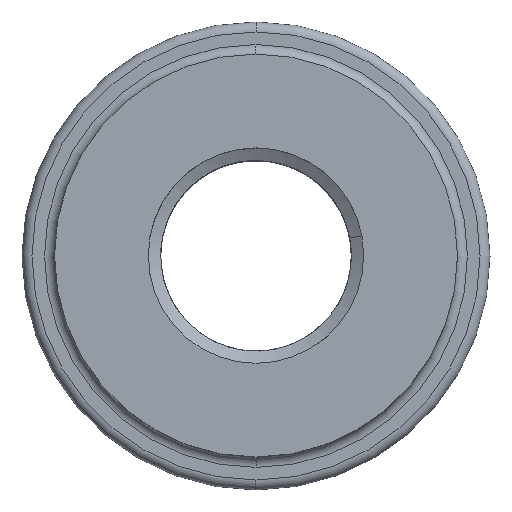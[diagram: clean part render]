
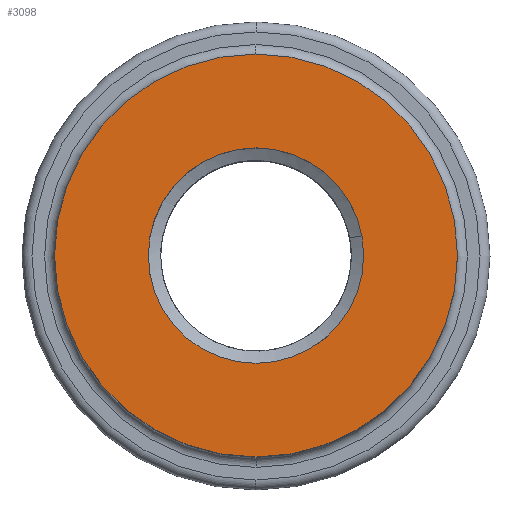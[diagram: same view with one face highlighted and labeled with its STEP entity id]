
A CAD part, top view. The second image highlights one B-rep face of the part: STEP entity #3098.
In plain terms, the highlighted planar face has unit normal (0, 0, 1).
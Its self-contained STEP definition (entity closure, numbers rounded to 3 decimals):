
#104=CARTESIAN_POINT('',(0.,0.,24.));
#105=DIRECTION('',(0.,0.,1.));
#106=DIRECTION('',(0.,1.,0.));
#107=AXIS2_PLACEMENT_3D('',#104,#105,#106);
#109=CARTESIAN_POINT('',(0.,0.,24.));
#110=DIRECTION('',(0.,0.,-1.));
#111=DIRECTION('',(0.,1.,0.));
#112=AXIS2_PLACEMENT_3D('',#109,#110,#111);
#141=CARTESIAN_POINT('',(0.,0.,24.));
#142=DIRECTION('',(0.,0.,-1.));
#143=DIRECTION('',(0.,1.,0.));
#144=AXIS2_PLACEMENT_3D('',#141,#142,#143);
#806=CARTESIAN_POINT('',(0.,0.,24.));
#807=DIRECTION('',(0.,0.,1.));
#808=DIRECTION('',(0.,1.,0.));
#809=AXIS2_PLACEMENT_3D('',#806,#807,#808);
#2739=CARTESIAN_POINT('',(0.,20.2,24.));
#2740=CARTESIAN_POINT('',(0.,-20.2,24.));
#2741=VERTEX_POINT('',#2739);
#2742=VERTEX_POINT('',#2740);
#2751=CARTESIAN_POINT('',(0.,10.8,24.));
#2753=VERTEX_POINT('',#2751);
#2795=CARTESIAN_POINT('',(0.,-10.8,24.));
#2797=VERTEX_POINT('',#2795);
#3083=CARTESIAN_POINT('',(0.,0.,24.));
#3084=DIRECTION('',(0.,0.,-1.));
#3085=DIRECTION('',(0.,-1.,0.));
#3086=AXIS2_PLACEMENT_3D('',#3083,#3084,#3085);
#3087=PLANE('',#3086);
#3088=ORIENTED_EDGE('',*,*,#3050,.F.);
#3089=ORIENTED_EDGE('',*,*,#2944,.T.);
#3090=EDGE_LOOP('',(#3088,#3089));
#3091=FACE_OUTER_BOUND('',#3090,.F.);
#3093=ORIENTED_EDGE('',*,*,#3092,.F.);
#3095=ORIENTED_EDGE('',*,*,#3094,.T.);
#3096=EDGE_LOOP('',(#3093,#3095));
#3097=FACE_BOUND('',#3096,.F.);
#3098=ADVANCED_FACE('',(#3091,#3097),#3087,.F.);
#108=CIRCLE('',#107,20.2);
#113=CIRCLE('',#112,20.2);
#145=CIRCLE('',#144,10.8);
#810=CIRCLE('',#809,10.8);
#2944=EDGE_CURVE('',#2741,#2742,#113,.T.);
#3050=EDGE_CURVE('',#2741,#2742,#108,.T.);
#3092=EDGE_CURVE('',#2753,#2797,#145,.T.);
#3094=EDGE_CURVE('',#2753,#2797,#810,.T.);
